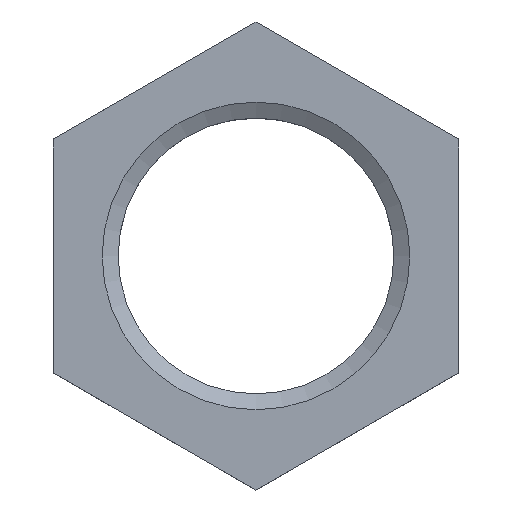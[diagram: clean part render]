
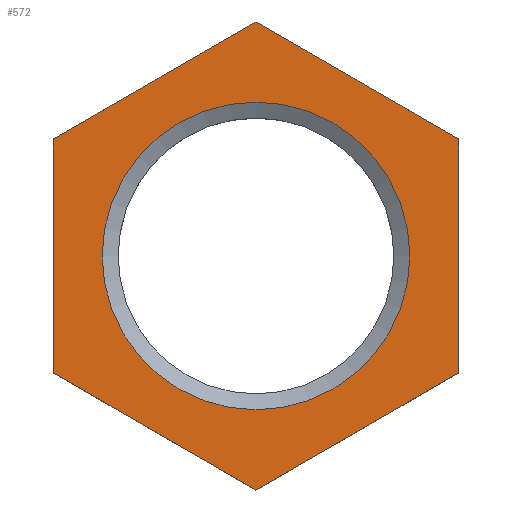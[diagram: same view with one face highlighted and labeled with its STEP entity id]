
A CAD part, top view. The second image highlights one B-rep face of the part: STEP entity #572.
In plain terms, the highlighted planar face has unit normal (0, 0, 1).
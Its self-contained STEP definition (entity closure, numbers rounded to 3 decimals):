
#84=CARTESIAN_POINT('',(0.,-10.25,6.));
#85=VERTEX_POINT('',#84);
#86=CARTESIAN_POINT('',(0.,0.0,6.));
#87=DIRECTION('',(0.0,0.0,-1.0));
#88=DIRECTION('',(0.0,-1.0,0.0));
#89=AXIS2_PLACEMENT_3D('',#86,#87,#88);
#90=CIRCLE('',#89,10.25);
#91=EDGE_CURVE('',#85,#85,#90,.T.);
#413=CARTESIAN_POINT('',(-13.5,-7.794,6.));
#414=VERTEX_POINT('',#413);
#421=CARTESIAN_POINT('',(-13.5,7.794,6.));
#422=VERTEX_POINT('',#421);
#423=CARTESIAN_POINT('',(-13.5,-7.794,6.));
#424=DIRECTION('',(0.0,1.0,0.0));
#425=VECTOR('',#424,15.588);
#426=LINE('',#423,#425);
#427=EDGE_CURVE('',#414,#422,#426,.T.);
#445=CARTESIAN_POINT('',(0.,-15.588,6.));
#446=VERTEX_POINT('',#445);
#453=CARTESIAN_POINT('',(0.,-15.588,6.));
#454=DIRECTION('',(-0.866,0.5,0.0));
#455=VECTOR('',#454,15.588);
#456=LINE('',#453,#455);
#457=EDGE_CURVE('',#446,#414,#456,.T.);
#470=CARTESIAN_POINT('',(13.5,-7.794,6.));
#471=VERTEX_POINT('',#470);
#478=CARTESIAN_POINT('',(13.5,-7.794,6.));
#479=DIRECTION('',(-0.866,-0.5,0.0));
#480=VECTOR('',#479,15.588);
#481=LINE('',#478,#480);
#482=EDGE_CURVE('',#471,#446,#481,.T.);
#495=CARTESIAN_POINT('',(0.,15.588,6.));
#496=VERTEX_POINT('',#495);
#497=CARTESIAN_POINT('',(-13.5,7.794,6.));
#498=DIRECTION('',(0.866,0.5,0.0));
#499=VECTOR('',#498,15.588);
#500=LINE('',#497,#499);
#501=EDGE_CURVE('',#422,#496,#500,.T.);
#520=CARTESIAN_POINT('',(13.5,7.794,6.));
#521=VERTEX_POINT('',#520);
#522=CARTESIAN_POINT('',(0.,15.588,6.));
#523=DIRECTION('',(0.866,-0.5,0.0));
#524=VECTOR('',#523,15.588);
#525=LINE('',#522,#524);
#526=EDGE_CURVE('',#496,#521,#525,.T.);
#545=CARTESIAN_POINT('',(13.5,7.794,6.));
#546=DIRECTION('',(0.0,-1.0,0.0));
#547=VECTOR('',#546,15.588);
#548=LINE('',#545,#547);
#549=EDGE_CURVE('',#521,#471,#548,.T.);
#556=CARTESIAN_POINT('',(0.,0.,6.));
#557=DIRECTION('',(0.0,0.0,1.0));
#558=DIRECTION('',(1.0,0.0,0.0));
#559=AXIS2_PLACEMENT_3D('',#556,#557,#558);
#560=PLANE('',#559);
#561=ORIENTED_EDGE('',*,*,#457,.F.);
#562=ORIENTED_EDGE('',*,*,#482,.F.);
#563=ORIENTED_EDGE('',*,*,#549,.F.);
#564=ORIENTED_EDGE('',*,*,#526,.F.);
#565=ORIENTED_EDGE('',*,*,#501,.F.);
#566=ORIENTED_EDGE('',*,*,#427,.F.);
#567=EDGE_LOOP('',(#561,#562,#563,#564,#565,#566));
#568=FACE_OUTER_BOUND('',#567,.T.);
#569=ORIENTED_EDGE('',*,*,#91,.T.);
#570=EDGE_LOOP('',(#569));
#571=FACE_BOUND('',#570,.T.);
#572=ADVANCED_FACE('',(#568,#571),#560,.T.);
